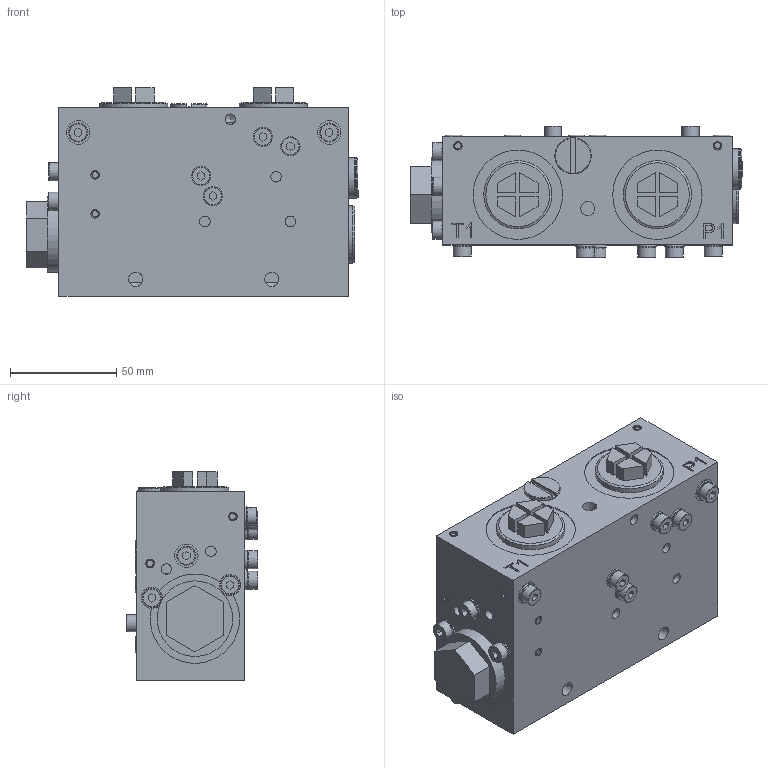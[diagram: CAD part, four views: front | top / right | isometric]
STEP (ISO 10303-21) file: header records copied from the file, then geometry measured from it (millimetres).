
FILE_DESCRIPTION(/* description */ ('Unknown'),/* implementation_level */ '2;1');
FILE_NAME(/* name */ 'AP-1610-508S-E',/* time_stamp */ '2021-05-19T11:16:13+02:00',/* author */ ('Unknown'),/* organization */ ('Unknown'),/* preprocessor_version */ 'ST-DEVELOPER v16.7',/* originating_system */ 'Solid Edge',/* authorisation */ 'Unknown');
FILE_SCHEMA (('AUTOMOTIVE_DESIGN {1 0 10303 214 3 1 1}'));
Length unit declared in the file: millimetre
Products named in the file (39): AP-1610-508S-E; AP-1610-U11-121-A_oa_0; WT-2000-057; WU-1505-006_oa_1; WS-0051-060_oa_2; AP-1610-001-020-A_oa_3; AP-1610-001-018-A_oa_4; WW-5311-008_oa_5; XO-0008-026_oa_6; XO-0008-026_oa_7; WU-1505-006_oa_8; WU-1505-006_oa_9; WU-1505-006_oa_10; WU-1505-006_oa_11; WW-5441-010_oa_12; WT-2601-115; AP-1630-001-002; AP-1610-001-002-A_oa_13; WT-4015-001; HR-0111-039_oa_14; HR-0111-037_oa_15; AP-1610-001-024-A_oa_16; WU-1505-006_oa_17; WT-2600-516; WU-4604-040_oa_18; WU-4604-040_oa_19; WU-4604-040; WT-2603-016; WU-4604-040_oa_20; WU-1505-006; WU-4604-040_oa_21; WW-5440-004_oa_22; WU-4208-012_oa_23; WU-4208-012_oa_24; WU-4604-040_oa_25; WU-4604-040_oa_26; WV-7305-005_oa_27; AP-1610-011-019_oa_28; WS-0051-120_oa_29
Assembly tree (55 placements, depth 2):
  AP-1610-508S-E
    AP-1610-U11-121-A_oa_0
    WT-2000-057  x9
    WU-1505-006_oa_1
    WS-0051-060_oa_2
    AP-1610-001-020-A_oa_3
    AP-1610-001-018-A_oa_4
    WW-5311-008_oa_5
    XO-0008-026_oa_6
    XO-0008-026_oa_7
    WU-1505-006_oa_8
    WU-1505-006_oa_9
    WU-1505-006_oa_10
    WU-1505-006_oa_11
    WW-5441-010_oa_12
    WT-2601-115
    AP-1630-001-002
    AP-1610-001-002-A_oa_13
    WT-4015-001
    HR-0111-039_oa_14
    HR-0111-037_oa_15
    AP-1610-001-024-A_oa_16
    WU-1505-006_oa_17
    WT-2600-516  x5
    WU-4604-040_oa_18
    WU-4604-040_oa_19
    WU-4604-040  x4
    WT-2603-016
    WU-4604-040_oa_20
    WU-1505-006  x3
    WU-4604-040_oa_21
    WW-5440-004_oa_22
    WU-4208-012_oa_23
    WU-4208-012_oa_24
    WU-4604-040_oa_25
    WU-4604-040_oa_26
    WV-7305-005_oa_27
    AP-1610-011-019_oa_28
    WS-0051-120_oa_29
Bounding box: 156 x 61.75 x 98.1 mm (x, y, z)
Volume: 218897.6 mm3; surface area: 114332.6 mm2
Topology: 48 solids, 48 shells, 1053 faces, 2150 edges, 1442 vertices
Faces by surface type: plane 564, cylinder 380, cone 56, torus 44, bspline 9
Full cylindrical faces by diameter (mm): 2 x8, 3 x11, 3.75 x90, 4 x114, 4.134 x9, 4.917 x6, 5 x9, 5.7 x9, 6.647 x10, 7.7 x18, 7.8 x5, 8 x4, 8.5 x9, 9 x9, 10 x3, 10.95 x1, 11 x3, 11.445 x1, 12.38 x1, 13 x2, 13.917 x1, 15 x4, 16 x1, 17 x2, 18.8 x1, 19 x2, 19.6 x1, 20 x1, 20.376 x1, 21 x4
Entity records: 21396 total; most frequent: CARTESIAN_POINT 4331, DIRECTION 3490, ORIENTED_EDGE 2492, AXIS2_PLACEMENT_3D 1471, FACE_BOUND 1423, EDGE_LOOP 1408, EDGE_CURVE 1246, VERTEX_POINT 1021
